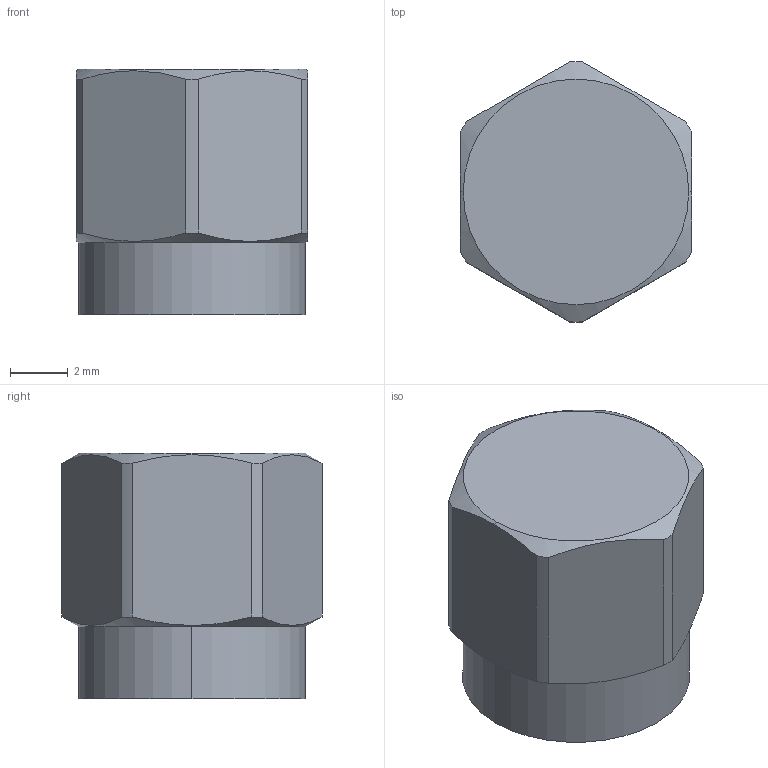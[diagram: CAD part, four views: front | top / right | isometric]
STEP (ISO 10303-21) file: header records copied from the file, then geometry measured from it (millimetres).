
FILE_DESCRIPTION (( 'STEP AP214' ), '1' );
FILE_NAME ('H00040A0001.STEP', '2010-08-13T10:08:27', ( 'markiewicz' ), ( '' ), 'SwSTEP 2.0', 'SolidWorks 2010', '' );
FILE_SCHEMA (( 'AUTOMOTIVE_DESIGN' ));
Length unit declared in the file: millimetre
Products named in the file (1): H00040A0001
Bounding box: 8 x 9 x 8.5 mm (x, y, z)
Volume: 302.9 mm3; surface area: 487.6 mm2
Topology: 2 solids, 2 shells, 37 faces, 88 edges, 53 vertices
Faces by surface type: cylinder 14, cone 10, plane 9, bspline 4
Entity records: 1614 total; most frequent: CARTESIAN_POINT 345, ORIENTED_EDGE 172, DIRECTION 170, EDGE_CURVE 86, AXIS2_PLACEMENT_3D 70, VERTEX_POINT 53, UNCERTAINTY_MEASURE_WITH_UNIT 41, MECHANICAL_DESIGN_GEOMETRIC_PRESENTATION_REPRESENTATION 40
